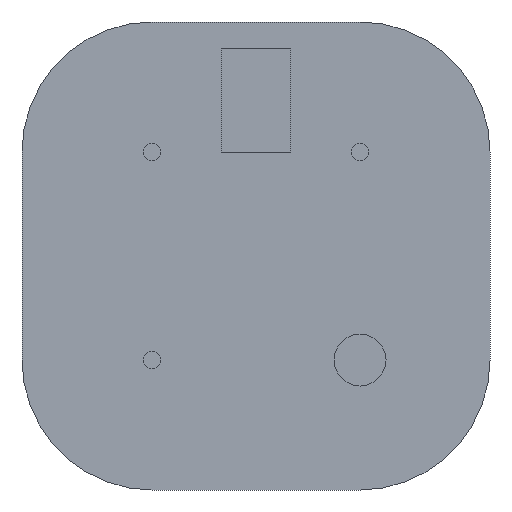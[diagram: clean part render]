
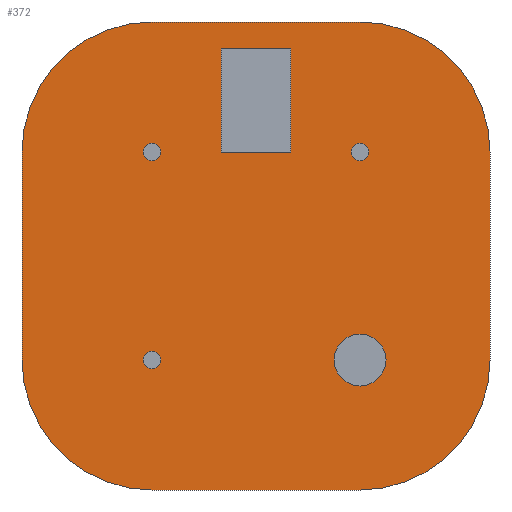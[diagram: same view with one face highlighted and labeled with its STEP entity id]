
A CAD part, front view. The second image highlights one B-rep face of the part: STEP entity #372.
In plain terms, the highlighted planar face has unit normal (0, -1, 0).
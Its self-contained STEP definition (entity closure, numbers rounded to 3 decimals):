
#15=FACE_BOUND('',#81,.T.);
#16=FACE_BOUND('',#82,.T.);
#17=FACE_BOUND('',#83,.T.);
#18=FACE_BOUND('',#84,.T.);
#19=FACE_BOUND('',#85,.T.);
#34=PLANE('',#425);
#57=FACE_OUTER_BOUND('',#80,.T.);
#80=EDGE_LOOP('',(#326,#327,#328,#329,#330,#331,#332,#333));
#81=EDGE_LOOP('',(#334));
#82=EDGE_LOOP('',(#335));
#83=EDGE_LOOP('',(#336));
#84=EDGE_LOOP('',(#337,#338,#339,#340));
#85=EDGE_LOOP('',(#341));
#89=LINE('',#563,#121);
#93=LINE('',#571,#125);
#96=LINE('',#577,#128);
#99=LINE('',#582,#131);
#108=LINE('',#617,#140);
#114=LINE('',#632,#146);
#116=LINE('',#638,#148);
#117=LINE('',#640,#149);
#121=VECTOR('',#457,10.);
#125=VECTOR('',#463,10.);
#128=VECTOR('',#468,10.);
#131=VECTOR('',#473,10.);
#140=VECTOR('',#508,10.);
#146=VECTOR('',#524,10.);
#148=VECTOR('',#532,10.);
#149=VECTOR('',#535,10.);
#150=CIRCLE('',#388,0.5);
#152=CIRCLE('',#392,0.5);
#154=CIRCLE('',#396,0.5);
#156=CIRCLE('',#405,1.5);
#158=CIRCLE('',#409,7.5);
#163=CIRCLE('',#417,7.5);
#164=CIRCLE('',#419,7.5);
#165=CIRCLE('',#422,7.5);
#166=VERTEX_POINT('',#540);
#168=VERTEX_POINT('',#547);
#170=VERTEX_POINT('',#554);
#172=VERTEX_POINT('',#561);
#173=VERTEX_POINT('',#562);
#176=VERTEX_POINT('',#570);
#178=VERTEX_POINT('',#576);
#180=VERTEX_POINT('',#586);
#182=VERTEX_POINT('',#593);
#183=VERTEX_POINT('',#594);
#192=VERTEX_POINT('',#616);
#193=VERTEX_POINT('',#620);
#194=VERTEX_POINT('',#624);
#195=VERTEX_POINT('',#625);
#196=VERTEX_POINT('',#630);
#197=VERTEX_POINT('',#634);
#198=EDGE_CURVE('',#166,#166,#150,.T.);
#201=EDGE_CURVE('',#168,#168,#152,.T.);
#204=EDGE_CURVE('',#170,#170,#154,.T.);
#207=EDGE_CURVE('',#172,#173,#89,.T.);
#211=EDGE_CURVE('',#173,#176,#93,.T.);
#214=EDGE_CURVE('',#176,#178,#96,.T.);
#217=EDGE_CURVE('',#178,#172,#99,.T.);
#219=EDGE_CURVE('',#180,#180,#156,.T.);
#222=EDGE_CURVE('',#182,#183,#158,.T.);
#233=EDGE_CURVE('',#192,#183,#108,.T.);
#235=EDGE_CURVE('',#192,#193,#163,.T.);
#237=EDGE_CURVE('',#194,#195,#164,.T.);
#241=EDGE_CURVE('',#194,#196,#114,.T.);
#242=EDGE_CURVE('',#197,#196,#165,.T.);
#244=EDGE_CURVE('',#197,#193,#116,.T.);
#245=EDGE_CURVE('',#182,#195,#117,.T.);
#326=ORIENTED_EDGE('',*,*,#222,.F.);
#327=ORIENTED_EDGE('',*,*,#245,.T.);
#328=ORIENTED_EDGE('',*,*,#237,.F.);
#329=ORIENTED_EDGE('',*,*,#241,.T.);
#330=ORIENTED_EDGE('',*,*,#242,.F.);
#331=ORIENTED_EDGE('',*,*,#244,.T.);
#332=ORIENTED_EDGE('',*,*,#235,.F.);
#333=ORIENTED_EDGE('',*,*,#233,.T.);
#334=ORIENTED_EDGE('',*,*,#198,.T.);
#335=ORIENTED_EDGE('',*,*,#201,.T.);
#336=ORIENTED_EDGE('',*,*,#204,.T.);
#337=ORIENTED_EDGE('',*,*,#214,.T.);
#338=ORIENTED_EDGE('',*,*,#217,.T.);
#339=ORIENTED_EDGE('',*,*,#207,.T.);
#340=ORIENTED_EDGE('',*,*,#211,.T.);
#341=ORIENTED_EDGE('',*,*,#219,.T.);
#372=ADVANCED_FACE('',(#57,#15,#16,#17,#18,#19),#34,.T.);
#388=AXIS2_PLACEMENT_3D('',#541,#430,#431);
#392=AXIS2_PLACEMENT_3D('',#548,#439,#440);
#396=AXIS2_PLACEMENT_3D('',#555,#448,#449);
#405=AXIS2_PLACEMENT_3D('',#587,#479,#480);
#409=AXIS2_PLACEMENT_3D('',#595,#488,#489);
#417=AXIS2_PLACEMENT_3D('',#621,#512,#513);
#419=AXIS2_PLACEMENT_3D('',#626,#517,#518);
#422=AXIS2_PLACEMENT_3D('',#635,#527,#528);
#425=AXIS2_PLACEMENT_3D('',#641,#536,#537);
#430=DIRECTION('center_axis',(0.,1.,0.));
#431=DIRECTION('ref_axis',(1.,0.,0.));
#439=DIRECTION('center_axis',(0.,1.,0.));
#440=DIRECTION('ref_axis',(1.,0.,0.));
#448=DIRECTION('center_axis',(0.,1.,0.));
#449=DIRECTION('ref_axis',(1.,0.,0.));
#457=DIRECTION('',(-1.,0.,0.));
#463=DIRECTION('',(0.,0.,1.));
#468=DIRECTION('',(1.,0.,0.));
#473=DIRECTION('',(0.,0.,-1.));
#479=DIRECTION('center_axis',(0.,1.,0.));
#480=DIRECTION('ref_axis',(1.,0.,0.));
#488=DIRECTION('center_axis',(0.,1.,0.));
#489=DIRECTION('ref_axis',(0.707,0.,-0.707));
#508=DIRECTION('',(1.,0.,0.));
#512=DIRECTION('center_axis',(0.,1.,0.));
#513=DIRECTION('ref_axis',(-0.707,0.,-0.707));
#517=DIRECTION('center_axis',(0.,1.,0.));
#518=DIRECTION('ref_axis',(0.707,0.,0.707));
#524=DIRECTION('',(-1.,0.,0.));
#527=DIRECTION('center_axis',(0.,1.,0.));
#528=DIRECTION('ref_axis',(-0.707,0.,0.707));
#532=DIRECTION('',(0.,0.,-1.));
#535=DIRECTION('',(0.,0.,1.));
#536=DIRECTION('center_axis',(0.,-1.,0.));
#537=DIRECTION('ref_axis',(0.,0.,-1.));
#540=CARTESIAN_POINT('',(53.,23.325,-41.5));
#541=CARTESIAN_POINT('Origin',(53.5,23.325,-41.5));
#547=CARTESIAN_POINT('',(41.,23.325,-41.5));
#548=CARTESIAN_POINT('Origin',(41.5,23.325,-41.5));
#554=CARTESIAN_POINT('',(41.,23.325,-53.5));
#555=CARTESIAN_POINT('Origin',(41.5,23.325,-53.5));
#561=CARTESIAN_POINT('',(49.5,23.325,-41.5));
#562=CARTESIAN_POINT('',(45.5,23.325,-41.5));
#563=CARTESIAN_POINT('',(48.5,23.325,-41.5));
#570=CARTESIAN_POINT('',(45.5,23.325,-35.5));
#571=CARTESIAN_POINT('',(45.5,23.325,-44.5));
#576=CARTESIAN_POINT('',(49.5,23.325,-35.5));
#577=CARTESIAN_POINT('',(46.5,23.325,-35.5));
#582=CARTESIAN_POINT('',(49.5,23.325,-41.5));
#586=CARTESIAN_POINT('',(52.,23.325,-53.5));
#587=CARTESIAN_POINT('Origin',(53.5,23.325,-53.5));
#593=CARTESIAN_POINT('',(61.,23.325,-53.5));
#594=CARTESIAN_POINT('',(53.5,23.325,-61.));
#595=CARTESIAN_POINT('Origin',(53.5,23.325,-53.5));
#616=CARTESIAN_POINT('',(41.5,23.325,-61.));
#617=CARTESIAN_POINT('',(34.,23.325,-61.));
#620=CARTESIAN_POINT('',(34.,23.325,-53.5));
#621=CARTESIAN_POINT('Origin',(41.5,23.325,-53.5));
#624=CARTESIAN_POINT('',(53.5,23.325,-34.));
#625=CARTESIAN_POINT('',(61.,23.325,-41.5));
#626=CARTESIAN_POINT('Origin',(53.5,23.325,-41.5));
#630=CARTESIAN_POINT('',(41.5,23.325,-34.));
#632=CARTESIAN_POINT('',(61.,23.325,-34.));
#634=CARTESIAN_POINT('',(34.,23.325,-41.5));
#635=CARTESIAN_POINT('Origin',(41.5,23.325,-41.5));
#638=CARTESIAN_POINT('',(34.,23.325,-34.));
#640=CARTESIAN_POINT('',(61.,23.325,-61.));
#641=CARTESIAN_POINT('Origin',(47.5,23.325,-47.5));
